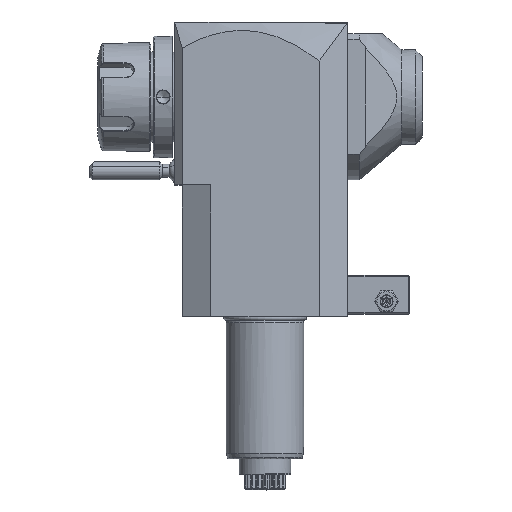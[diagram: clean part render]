
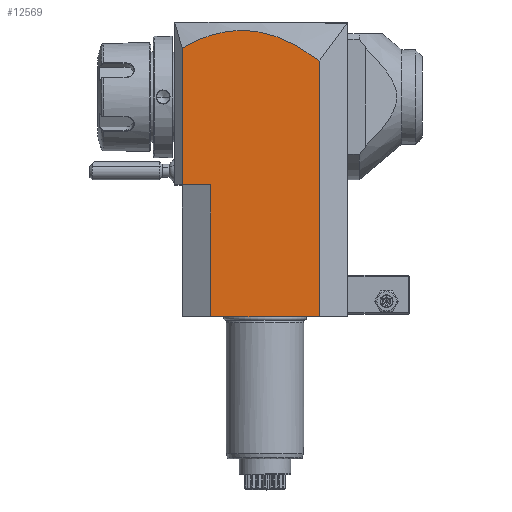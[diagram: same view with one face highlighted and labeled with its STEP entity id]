
A CAD part, top view. The second image highlights one B-rep face of the part: STEP entity #12569.
In plain terms, the highlighted planar face has unit normal (0, 0, 1).
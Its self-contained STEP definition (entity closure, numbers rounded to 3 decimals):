
#21=DIRECTION('',(-1.,0.,0.));
#22=VECTOR('',#21,42.);
#23=CARTESIAN_POINT('',(21.,0.,32.));
#24=LINE('',#23,#22);
#212=DIRECTION('',(1.,0.,0.));
#213=VECTOR('',#212,11.);
#214=CARTESIAN_POINT('',(-32.,51.,32.));
#215=LINE('',#214,#213);
#377=DIRECTION('',(0.,1.,0.));
#378=VECTOR('',#377,98.907);
#379=CARTESIAN_POINT('',(21.,0.,32.));
#380=LINE('',#379,#378);
#398=DIRECTION('',(0.,-1.,0.));
#399=VECTOR('',#398,52.883);
#400=CARTESIAN_POINT('',(-32.,103.883,32.));
#401=LINE('',#400,#399);
#402=CARTESIAN_POINT('',(21.,98.907,32.));
#403=CARTESIAN_POINT('',(16.774,102.25,32.));
#404=CARTESIAN_POINT('',(8.233,107.551,32.));
#405=CARTESIAN_POINT('',(-2.677,110.613,32.));
#406=CARTESIAN_POINT('',(-11.551,110.816,32.));
#407=CARTESIAN_POINT('',(-18.282,109.806,32.));
#408=CARTESIAN_POINT('',(-25.093,107.588,32.));
#409=CARTESIAN_POINT('',(-29.688,105.266,32.));
#410=CARTESIAN_POINT('',(-32.,103.883,32.));
#412=DIRECTION('',(0.,-1.,0.));
#413=VECTOR('',#412,51.);
#414=CARTESIAN_POINT('',(-21.,51.,32.));
#415=LINE('',#414,#413);
#11395=VERTEX_POINT('',#402);
#11396=VERTEX_POINT('',#410);
#11397=CARTESIAN_POINT('',(-32.,51.,32.));
#11398=VERTEX_POINT('',#11397);
#11450=CARTESIAN_POINT('',(-21.,51.,32.));
#11451=VERTEX_POINT('',#11450);
#11858=CARTESIAN_POINT('',(21.,0.,32.));
#11859=VERTEX_POINT('',#11858);
#11860=CARTESIAN_POINT('',(-21.,0.,32.));
#11861=VERTEX_POINT('',#11860);
#12554=CARTESIAN_POINT('',(-35.103,51.,32.));
#12555=DIRECTION('',(0.,0.,1.));
#12556=DIRECTION('',(1.,0.,0.));
#12557=AXIS2_PLACEMENT_3D('',#12554,#12555,#12556);
#12558=PLANE('',#12557);
#12559=ORIENTED_EDGE('',*,*,#12543,.F.);
#12560=ORIENTED_EDGE('',*,*,#12203,.T.);
#12562=ORIENTED_EDGE('',*,*,#12561,.F.);
#12563=ORIENTED_EDGE('',*,*,#12286,.F.);
#12564=ORIENTED_EDGE('',*,*,#12420,.F.);
#12566=ORIENTED_EDGE('',*,*,#12565,.F.);
#12567=EDGE_LOOP('',(#12559,#12560,#12562,#12563,#12564,#12566));
#12568=FACE_OUTER_BOUND('',#12567,.F.);
#411=B_SPLINE_CURVE_WITH_KNOTS('',3,(#402,#403,#404,#405,#406,#407,#408,#409,
#410),.UNSPECIFIED.,.F.,.F.,(4,1,1,1,1,1,4),(0.,0.25,0.5,0.625,0.75,
0.875,1.),.UNSPECIFIED.);
#12203=EDGE_CURVE('',#11859,#11861,#24,.T.);
#12286=EDGE_CURVE('',#11398,#11451,#215,.T.);
#12420=EDGE_CURVE('',#11396,#11398,#401,.T.);
#12543=EDGE_CURVE('',#11859,#11395,#380,.T.);
#12561=EDGE_CURVE('',#11451,#11861,#415,.T.);
#12565=EDGE_CURVE('',#11395,#11396,#411,.T.);
#12569=ADVANCED_FACE('',(#12568),#12558,.T.);
